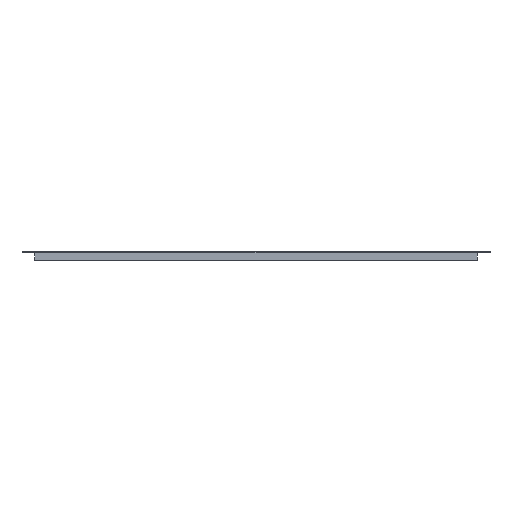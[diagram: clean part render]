
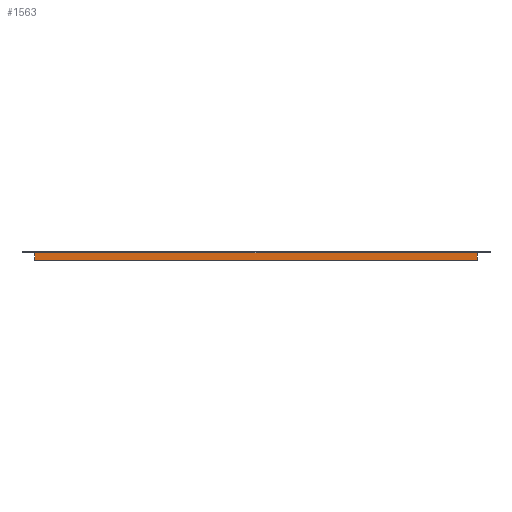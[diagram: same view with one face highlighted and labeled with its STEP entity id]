
A CAD part, front view. The second image highlights one B-rep face of the part: STEP entity #1563.
In plain terms, the highlighted planar face has unit normal (0, -1, 0).
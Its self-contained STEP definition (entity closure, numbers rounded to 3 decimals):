
#101 = DIRECTION ( 'NONE',  ( 0., 0., -1. ) ) ;
#141 = DIRECTION ( 'NONE',  ( -1., 0., 0. ) ) ;
#325 = VECTOR ( 'NONE', #141, 1000. ) ;
#390 = FACE_OUTER_BOUND ( 'NONE', #425, .T. ) ;
#418 = LINE ( 'NONE', #1012, #325 ) ;
#425 = EDGE_LOOP ( 'NONE', ( #1411, #1345, #1060, #1298 ) ) ;
#432 = EDGE_CURVE ( 'NONE', #1242, #981, #418, .T. ) ;
#450 = VECTOR ( 'NONE', #795, 1000. ) ;
#464 = VECTOR ( 'NONE', #959, 1000. ) ;
#465 = DIRECTION ( 'NONE',  ( -1., 0., 0. ) ) ;
#579 = EDGE_CURVE ( 'NONE', #1141, #1125, #1708, .T. ) ;
#795 = DIRECTION ( 'NONE',  ( 0., 0., 1. ) ) ;
#831 = CARTESIAN_POINT ( 'NONE',  ( 26., -183., -2. ) ) ;
#840 = CARTESIAN_POINT ( 'NONE',  ( 0., -183., 0. ) ) ;
#905 = CARTESIAN_POINT ( 'NONE',  ( 26., -183., -18. ) ) ;
#959 = DIRECTION ( 'NONE',  ( 0., 0., -1. ) ) ;
#981 = VERTEX_POINT ( 'NONE', #905 ) ;
#988 = PLANE ( 'NONE',  #1437 ) ;
#1012 = CARTESIAN_POINT ( 'NONE',  ( 26., -183., -18. ) ) ;
#1060 = ORIENTED_EDGE ( 'NONE', *, *, #1951, .F. ) ;
#1092 = EDGE_CURVE ( 'NONE', #1141, #1242, #1447, .T. ) ;
#1125 = VERTEX_POINT ( 'NONE', #831 ) ;
#1141 = VERTEX_POINT ( 'NONE', #1871 ) ;
#1242 = VERTEX_POINT ( 'NONE', #1642 ) ;
#1298 = ORIENTED_EDGE ( 'NONE', *, *, #432, .F. ) ;
#1318 = LINE ( 'NONE', #1662, #450 ) ;
#1345 = ORIENTED_EDGE ( 'NONE', *, *, #579, .T. ) ;
#1408 = CARTESIAN_POINT ( 'NONE',  ( 911.5, -183., -18. ) ) ;
#1411 = ORIENTED_EDGE ( 'NONE', *, *, #1092, .F. ) ;
#1437 = AXIS2_PLACEMENT_3D ( 'NONE', #840, #1444, #101 ) ;
#1444 = DIRECTION ( 'NONE',  ( 0., -1., 0. ) ) ;
#1447 = LINE ( 'NONE', #1408, #464 ) ;
#1563 = ADVANCED_FACE ( 'NONE', ( #390 ), #988, .T. ) ;
#1565 = CARTESIAN_POINT ( 'NONE',  ( 0., -183., -2. ) ) ;
#1642 = CARTESIAN_POINT ( 'NONE',  ( 911.5, -183., -18. ) ) ;
#1662 = CARTESIAN_POINT ( 'NONE',  ( 26., -183., -1. ) ) ;
#1683 = VECTOR ( 'NONE', #465, 1000. ) ;
#1708 = LINE ( 'NONE', #1565, #1683 ) ;
#1871 = CARTESIAN_POINT ( 'NONE',  ( 911.5, -183., -2. ) ) ;
#1951 = EDGE_CURVE ( 'NONE', #981, #1125, #1318, .T. ) ;
